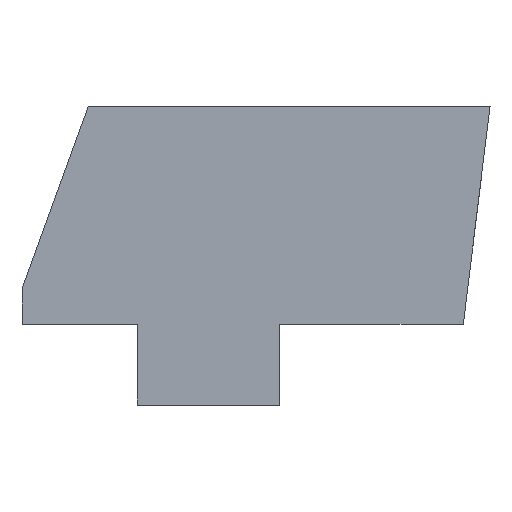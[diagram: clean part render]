
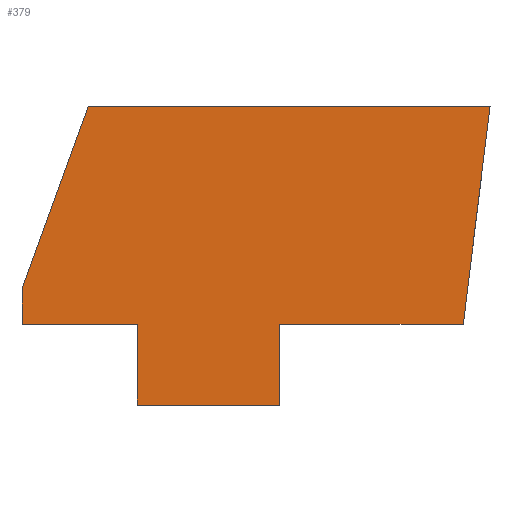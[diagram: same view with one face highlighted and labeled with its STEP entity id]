
A CAD part, top view. The second image highlights one B-rep face of the part: STEP entity #379.
In plain terms, the highlighted planar face has unit normal (0, 0, 1).
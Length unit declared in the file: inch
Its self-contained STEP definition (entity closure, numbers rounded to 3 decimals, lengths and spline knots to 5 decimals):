
#21 = LINE ( 'NONE', #567, #523 ) ;
#33 = DIRECTION ( 'NONE',  ( 0., 0., -1. ) ) ;
#45 = EDGE_CURVE ( 'NONE', #125, #844, #188, .T. ) ;
#46 = LINE ( 'NONE', #768, #1117 ) ;
#48 = VERTEX_POINT ( 'NONE', #896 ) ;
#59 = ORIENTED_EDGE ( 'NONE', *, *, #653, .F. ) ;
#83 = CARTESIAN_POINT ( 'NONE',  ( 0.11154, 1.76521, 1.5 ) ) ;
#86 = CARTESIAN_POINT ( 'NONE',  ( -5.5, 1.76521, 1.5 ) ) ;
#97 = EDGE_CURVE ( 'NONE', #48, #858, #345, .T. ) ;
#106 = VECTOR ( 'NONE', #678, 39.37008 ) ;
#123 = CARTESIAN_POINT ( 'NONE',  ( -5.5, 13., 1.5 ) ) ;
#125 = VERTEX_POINT ( 'NONE', #83 ) ;
#167 = VECTOR ( 'NONE', #176, 39.37008 ) ;
#173 = DIRECTION ( 'NONE',  ( -0.122, -0.993, 0. ) ) ;
#176 = DIRECTION ( 'NONE',  ( -1., 0., 0. ) ) ;
#188 = LINE ( 'NONE', #891, #655 ) ;
#193 = ORIENTED_EDGE ( 'NONE', *, *, #252, .F. ) ;
#197 = DIRECTION ( 'NONE',  ( 0., -1., 0. ) ) ;
#215 = LINE ( 'NONE', #123, #1059 ) ;
#245 = EDGE_CURVE ( 'NONE', #48, #481, #21, .T. ) ;
#251 = CARTESIAN_POINT ( 'NONE',  ( 5.33606, 11.66715, 1.5 ) ) ;
#252 = EDGE_CURVE ( 'NONE', #858, #125, #762, .T. ) ;
#305 = DIRECTION ( 'NONE',  ( -1., 0., 0. ) ) ;
#307 = ORIENTED_EDGE ( 'NONE', *, *, #789, .T. ) ;
#313 = VERTEX_POINT ( 'NONE', #478 ) ;
#331 = EDGE_LOOP ( 'NONE', ( #880, #510, #1140, #717, #534, #59, #307, #1012, #193 ) ) ;
#345 = LINE ( 'NONE', #251, #811 ) ;
#364 = EDGE_CURVE ( 'NONE', #563, #313, #215, .T. ) ;
#366 = CARTESIAN_POINT ( 'NONE',  ( 0.11154, 0., 1.5 ) ) ;
#379 = ADVANCED_FACE ( 'NONE', ( #391 ), #945, .F. ) ;
#380 = CARTESIAN_POINT ( 'NONE',  ( -4.05533, 6.5, 1.5 ) ) ;
#385 = DIRECTION ( 'NONE',  ( -1., 0., 0. ) ) ;
#391 = FACE_OUTER_BOUND ( 'NONE', #331, .T. ) ;
#478 = CARTESIAN_POINT ( 'NONE',  ( -5.5, 1.76521, 1.5 ) ) ;
#481 = VERTEX_POINT ( 'NONE', #380 ) ;
#485 = CARTESIAN_POINT ( 'NONE',  ( -5.5, 13., 1.5 ) ) ;
#510 = ORIENTED_EDGE ( 'NONE', *, *, #245, .T. ) ;
#523 = VECTOR ( 'NONE', #305, 39.37008 ) ;
#534 = ORIENTED_EDGE ( 'NONE', *, *, #797, .F. ) ;
#563 = VERTEX_POINT ( 'NONE', #1156 ) ;
#567 = CARTESIAN_POINT ( 'NONE',  ( -5.5, 6.5, 1.5 ) ) ;
#617 = VERTEX_POINT ( 'NONE', #792 ) ;
#625 = EDGE_CURVE ( 'NONE', #563, #481, #861, .T. ) ;
#653 = EDGE_CURVE ( 'NONE', #764, #617, #1060, .T. ) ;
#655 = VECTOR ( 'NONE', #1175, 39.37008 ) ;
#666 = DIRECTION ( 'NONE',  ( -1., 0., 0. ) ) ;
#677 = AXIS2_PLACEMENT_3D ( 'NONE', #485, #33, #385 ) ;
#678 = DIRECTION ( 'NONE',  ( 0.342, 0.94, 0. ) ) ;
#686 = CARTESIAN_POINT ( 'NONE',  ( -2.99165, 13., 1.5 ) ) ;
#717 = ORIENTED_EDGE ( 'NONE', *, *, #364, .T. ) ;
#725 = DIRECTION ( 'NONE',  ( 1., 0., 0. ) ) ;
#742 = CARTESIAN_POINT ( 'NONE',  ( -5.5, 1.76521, 1.5 ) ) ;
#762 = LINE ( 'NONE', #742, #846 ) ;
#764 = VERTEX_POINT ( 'NONE', #856 ) ;
#768 = CARTESIAN_POINT ( 'NONE',  ( -5.5, 0., 1.5 ) ) ;
#789 = EDGE_CURVE ( 'NONE', #764, #844, #46, .T. ) ;
#792 = CARTESIAN_POINT ( 'NONE',  ( -2.99165, 1.76521, 1.5 ) ) ;
#797 = EDGE_CURVE ( 'NONE', #617, #313, #1093, .T. ) ;
#811 = VECTOR ( 'NONE', #173, 39.37008 ) ;
#844 = VERTEX_POINT ( 'NONE', #366 ) ;
#846 = VECTOR ( 'NONE', #666, 39.37008 ) ;
#856 = CARTESIAN_POINT ( 'NONE',  ( -2.99165, 0., 1.5 ) ) ;
#858 = VERTEX_POINT ( 'NONE', #1088 ) ;
#861 = LINE ( 'NONE', #1132, #106 ) ;
#866 = DIRECTION ( 'NONE',  ( 0., 1., 0. ) ) ;
#880 = ORIENTED_EDGE ( 'NONE', *, *, #97, .F. ) ;
#891 = CARTESIAN_POINT ( 'NONE',  ( 0.11154, 13., 1.5 ) ) ;
#896 = CARTESIAN_POINT ( 'NONE',  ( 4.70049, 6.5, 1.5 ) ) ;
#945 = PLANE ( 'NONE',  #677 ) ;
#985 = VECTOR ( 'NONE', #866, 39.37008 ) ;
#1012 = ORIENTED_EDGE ( 'NONE', *, *, #45, .F. ) ;
#1059 = VECTOR ( 'NONE', #197, 39.37008 ) ;
#1060 = LINE ( 'NONE', #686, #985 ) ;
#1088 = CARTESIAN_POINT ( 'NONE',  ( 4.11811, 1.76521, 1.5 ) ) ;
#1093 = LINE ( 'NONE', #86, #167 ) ;
#1117 = VECTOR ( 'NONE', #725, 39.37008 ) ;
#1132 = CARTESIAN_POINT ( 'NONE',  ( -2.13514, 11.77518, 1.5 ) ) ;
#1140 = ORIENTED_EDGE ( 'NONE', *, *, #625, .F. ) ;
#1156 = CARTESIAN_POINT ( 'NONE',  ( -5.5, 2.53117, 1.5 ) ) ;
#1175 = DIRECTION ( 'NONE',  ( 0., -1., 0. ) ) ;
